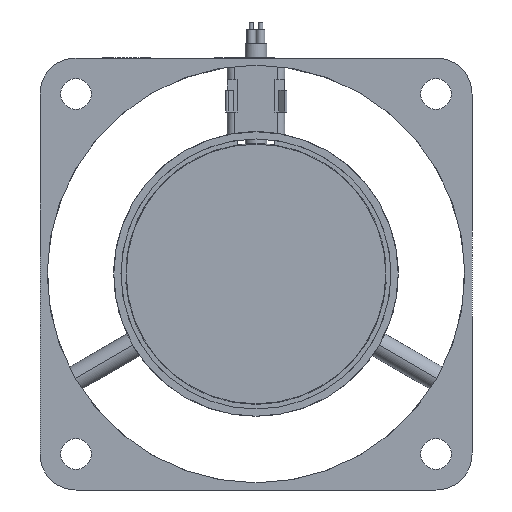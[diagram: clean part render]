
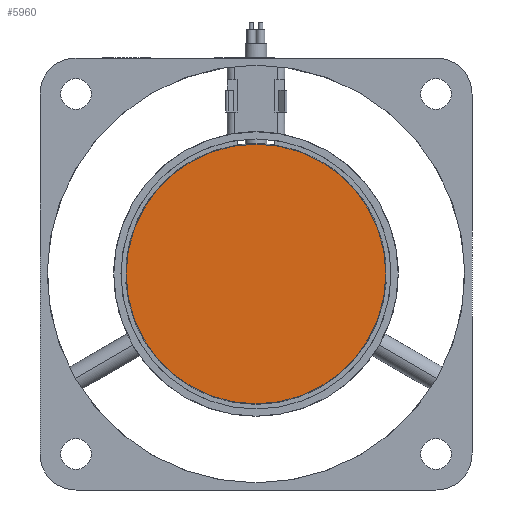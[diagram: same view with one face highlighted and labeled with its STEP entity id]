
A CAD part, front view. The second image highlights one B-rep face of the part: STEP entity #5960.
In plain terms, the highlighted planar face has unit normal (0, -1, 0).
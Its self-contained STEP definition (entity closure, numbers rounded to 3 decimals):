
#175 = CARTESIAN_POINT ( 'NONE',  ( 0., -2.5, 0. ) ) ;
#354 = CARTESIAN_POINT ( 'NONE',  ( 0., -2.5, 0. ) ) ;
#561 = VERTEX_POINT ( 'NONE', #7689 ) ;
#2146 = EDGE_CURVE ( 'NONE', #561, #3417, #4623, .T. ) ;
#2370 = ORIENTED_EDGE ( 'NONE', *, *, #2146, .F. ) ;
#2526 = DIRECTION ( 'NONE',  ( 0., 0., 1. ) ) ;
#3073 = CIRCLE ( 'NONE', #7868, 18.031 ) ;
#3389 = DIRECTION ( 'NONE',  ( 0., 1., 0. ) ) ;
#3417 = VERTEX_POINT ( 'NONE', #4989 ) ;
#4409 = CARTESIAN_POINT ( 'NONE',  ( 0., -2.5, 0. ) ) ;
#4623 = CIRCLE ( 'NONE', #4784, 18.031 ) ;
#4784 = AXIS2_PLACEMENT_3D ( 'NONE', #4409, #8765, #9563 ) ;
#4852 = PLANE ( 'NONE',  #5495 ) ;
#4989 = CARTESIAN_POINT ( 'NONE',  ( 0., -2.5, -18.031 ) ) ;
#5006 = ORIENTED_EDGE ( 'NONE', *, *, #5825, .F. ) ;
#5495 = AXIS2_PLACEMENT_3D ( 'NONE', #354, #3389, #8522 ) ;
#5500 = DIRECTION ( 'NONE',  ( 0., 1., 0. ) ) ;
#5825 = EDGE_CURVE ( 'NONE', #3417, #561, #3073, .T. ) ;
#5960 = ADVANCED_FACE ( 'NONE', ( #8833 ), #4852, .F. ) ;
#6284 = EDGE_LOOP ( 'NONE', ( #5006, #2370 ) ) ;
#7689 = CARTESIAN_POINT ( 'NONE',  ( 0., -2.5, 18.031 ) ) ;
#7868 = AXIS2_PLACEMENT_3D ( 'NONE', #175, #5500, #2526 ) ;
#8522 = DIRECTION ( 'NONE',  ( 0., 0., 1. ) ) ;
#8765 = DIRECTION ( 'NONE',  ( 0., 1., 0. ) ) ;
#8833 = FACE_OUTER_BOUND ( 'NONE', #6284, .T. ) ;
#9563 = DIRECTION ( 'NONE',  ( 0., 0., 1. ) ) ;
